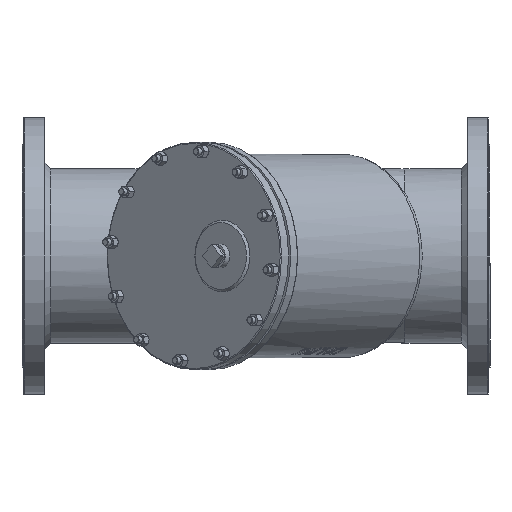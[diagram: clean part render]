
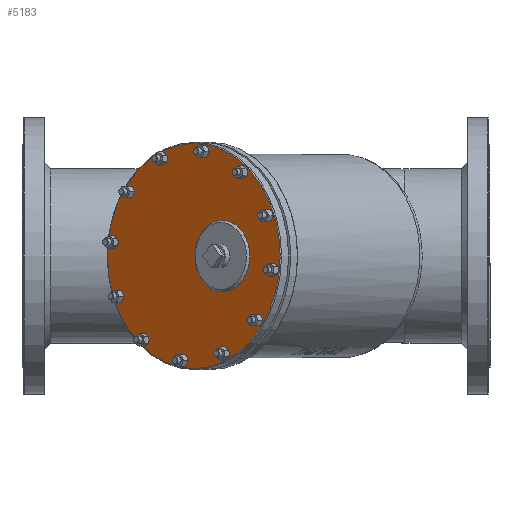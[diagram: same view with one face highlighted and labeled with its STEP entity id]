
A CAD part, front view. The second image highlights one B-rep face of the part: STEP entity #5183.
In plain terms, the highlighted planar face has unit normal (-0.643, -0.766, 0).
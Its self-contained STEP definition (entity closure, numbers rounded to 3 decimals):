
#151=FACE_BOUND('',#1409,.T.);
#152=FACE_BOUND('',#1410,.T.);
#153=FACE_BOUND('',#1411,.T.);
#154=FACE_BOUND('',#1412,.T.);
#155=FACE_BOUND('',#1413,.T.);
#156=FACE_BOUND('',#1414,.T.);
#157=FACE_BOUND('',#1415,.T.);
#158=FACE_BOUND('',#1416,.T.);
#159=FACE_BOUND('',#1417,.T.);
#160=FACE_BOUND('',#1418,.T.);
#161=FACE_BOUND('',#1419,.T.);
#162=FACE_BOUND('',#1420,.T.);
#163=FACE_BOUND('',#1421,.T.);
#796=PLANE('',#5662);
#1095=FACE_OUTER_BOUND('',#1408,.T.);
#1408=EDGE_LOOP('',(#3969));
#1409=EDGE_LOOP('',(#3970));
#1410=EDGE_LOOP('',(#3971));
#1411=EDGE_LOOP('',(#3972));
#1412=EDGE_LOOP('',(#3973));
#1413=EDGE_LOOP('',(#3974));
#1414=EDGE_LOOP('',(#3975));
#1415=EDGE_LOOP('',(#3976));
#1416=EDGE_LOOP('',(#3977));
#1417=EDGE_LOOP('',(#3978));
#1418=EDGE_LOOP('',(#3979));
#1419=EDGE_LOOP('',(#3980));
#1420=EDGE_LOOP('',(#3981));
#1421=EDGE_LOOP('',(#3982));
#1871=CIRCLE('',#5656,236.);
#1876=CIRCLE('',#5663,7.5);
#1877=CIRCLE('',#5664,7.5);
#1878=CIRCLE('',#5665,7.5);
#1879=CIRCLE('',#5666,7.5);
#1880=CIRCLE('',#5667,7.5);
#1881=CIRCLE('',#5668,7.5);
#1882=CIRCLE('',#5669,7.5);
#1883=CIRCLE('',#5670,7.5);
#1884=CIRCLE('',#5671,7.5);
#1885=CIRCLE('',#5672,7.5);
#1886=CIRCLE('',#5673,7.5);
#1887=CIRCLE('',#5674,7.5);
#1888=CIRCLE('',#5675,75.);
#2322=VERTEX_POINT('',#10225);
#2326=VERTEX_POINT('',#10237);
#2327=VERTEX_POINT('',#10239);
#2328=VERTEX_POINT('',#10241);
#2329=VERTEX_POINT('',#10243);
#2330=VERTEX_POINT('',#10245);
#2331=VERTEX_POINT('',#10247);
#2332=VERTEX_POINT('',#10249);
#2333=VERTEX_POINT('',#10251);
#2334=VERTEX_POINT('',#10253);
#2335=VERTEX_POINT('',#10255);
#2336=VERTEX_POINT('',#10257);
#2337=VERTEX_POINT('',#10259);
#2338=VERTEX_POINT('',#10261);
#2918=EDGE_CURVE('',#2322,#2322,#1871,.T.);
#2924=EDGE_CURVE('',#2326,#2326,#1876,.T.);
#2925=EDGE_CURVE('',#2327,#2327,#1877,.T.);
#2926=EDGE_CURVE('',#2328,#2328,#1878,.T.);
#2927=EDGE_CURVE('',#2329,#2329,#1879,.T.);
#2928=EDGE_CURVE('',#2330,#2330,#1880,.T.);
#2929=EDGE_CURVE('',#2331,#2331,#1881,.T.);
#2930=EDGE_CURVE('',#2332,#2332,#1882,.T.);
#2931=EDGE_CURVE('',#2333,#2333,#1883,.T.);
#2932=EDGE_CURVE('',#2334,#2334,#1884,.T.);
#2933=EDGE_CURVE('',#2335,#2335,#1885,.T.);
#2934=EDGE_CURVE('',#2336,#2336,#1886,.T.);
#2935=EDGE_CURVE('',#2337,#2337,#1887,.T.);
#2936=EDGE_CURVE('',#2338,#2338,#1888,.T.);
#3969=ORIENTED_EDGE('',*,*,#2918,.F.);
#3970=ORIENTED_EDGE('',*,*,#2924,.T.);
#3971=ORIENTED_EDGE('',*,*,#2925,.T.);
#3972=ORIENTED_EDGE('',*,*,#2926,.T.);
#3973=ORIENTED_EDGE('',*,*,#2927,.T.);
#3974=ORIENTED_EDGE('',*,*,#2928,.T.);
#3975=ORIENTED_EDGE('',*,*,#2929,.T.);
#3976=ORIENTED_EDGE('',*,*,#2930,.T.);
#3977=ORIENTED_EDGE('',*,*,#2931,.T.);
#3978=ORIENTED_EDGE('',*,*,#2932,.T.);
#3979=ORIENTED_EDGE('',*,*,#2933,.T.);
#3980=ORIENTED_EDGE('',*,*,#2934,.T.);
#3981=ORIENTED_EDGE('',*,*,#2935,.T.);
#3982=ORIENTED_EDGE('',*,*,#2936,.T.);
#5183=ADVANCED_FACE('',(#1095,#151,#152,#153,#154,#155,#156,#157,#158,#159,
#160,#161,#162,#163),#796,.T.);
#5656=AXIS2_PLACEMENT_3D('',#10226,#6671,#6672);
#5662=AXIS2_PLACEMENT_3D('',#10236,#6684,#6685);
#5663=AXIS2_PLACEMENT_3D('',#10238,#6686,#6687);
#5664=AXIS2_PLACEMENT_3D('',#10240,#6688,#6689);
#5665=AXIS2_PLACEMENT_3D('',#10242,#6690,#6691);
#5666=AXIS2_PLACEMENT_3D('',#10244,#6692,#6693);
#5667=AXIS2_PLACEMENT_3D('',#10246,#6694,#6695);
#5668=AXIS2_PLACEMENT_3D('',#10248,#6696,#6697);
#5669=AXIS2_PLACEMENT_3D('',#10250,#6698,#6699);
#5670=AXIS2_PLACEMENT_3D('',#10252,#6700,#6701);
#5671=AXIS2_PLACEMENT_3D('',#10254,#6702,#6703);
#5672=AXIS2_PLACEMENT_3D('',#10256,#6704,#6705);
#5673=AXIS2_PLACEMENT_3D('',#10258,#6706,#6707);
#5674=AXIS2_PLACEMENT_3D('',#10260,#6708,#6709);
#5675=AXIS2_PLACEMENT_3D('',#10262,#6710,#6711);
#6671=DIRECTION('center_axis',(0.643,0.766,0.));
#6672=DIRECTION('ref_axis',(-0.766,0.643,0.));
#6684=DIRECTION('center_axis',(-0.643,-0.766,0.));
#6685=DIRECTION('ref_axis',(0.,0.,1.));
#6686=DIRECTION('center_axis',(0.643,0.766,0.));
#6687=DIRECTION('ref_axis',(0.766,-0.643,0.));
#6688=DIRECTION('center_axis',(0.643,0.766,0.));
#6689=DIRECTION('ref_axis',(0.766,-0.643,0.));
#6690=DIRECTION('center_axis',(0.643,0.766,0.));
#6691=DIRECTION('ref_axis',(0.766,-0.643,0.));
#6692=DIRECTION('center_axis',(0.643,0.766,0.));
#6693=DIRECTION('ref_axis',(0.766,-0.643,0.));
#6694=DIRECTION('center_axis',(0.643,0.766,0.));
#6695=DIRECTION('ref_axis',(0.766,-0.643,0.));
#6696=DIRECTION('center_axis',(0.643,0.766,0.));
#6697=DIRECTION('ref_axis',(0.766,-0.643,0.));
#6698=DIRECTION('center_axis',(0.643,0.766,0.));
#6699=DIRECTION('ref_axis',(0.766,-0.643,0.));
#6700=DIRECTION('center_axis',(0.643,0.766,0.));
#6701=DIRECTION('ref_axis',(0.766,-0.643,0.));
#6702=DIRECTION('center_axis',(0.643,0.766,0.));
#6703=DIRECTION('ref_axis',(0.766,-0.643,0.));
#6704=DIRECTION('center_axis',(0.643,0.766,0.));
#6705=DIRECTION('ref_axis',(0.766,-0.643,0.));
#6706=DIRECTION('center_axis',(0.643,0.766,0.));
#6707=DIRECTION('ref_axis',(0.766,-0.643,0.));
#6708=DIRECTION('center_axis',(0.643,0.766,0.));
#6709=DIRECTION('ref_axis',(0.766,-0.643,0.));
#6710=DIRECTION('center_axis',(0.643,0.766,0.));
#6711=DIRECTION('ref_axis',(0.766,-0.643,0.));
#10225=CARTESIAN_POINT('',(-572.174,-443.54,-236.));
#10226=CARTESIAN_POINT('Origin',(-572.174,-443.54,0.));
#10236=CARTESIAN_POINT('Origin',(-572.174,-443.54,0.));
#10237=CARTESIAN_POINT('',(-600.017,-420.177,-219.109));
#10238=CARTESIAN_POINT('Origin',(-594.272,-424.998,-219.109));
#10239=CARTESIAN_POINT('',(-734.328,-307.476,-84.573));
#10240=CARTESIAN_POINT('Origin',(-728.583,-312.297,-84.573));
#10241=CARTESIAN_POINT('',(-555.822,-457.261,219.109));
#10242=CARTESIAN_POINT('Origin',(-550.076,-462.082,219.109));
#10243=CARTESIAN_POINT('',(-421.51,-569.962,84.573));
#10244=CARTESIAN_POINT('Origin',(-415.765,-574.782,84.573));
#10245=CARTESIAN_POINT('',(-745.767,-297.878,28.846));
#10246=CARTESIAN_POINT('Origin',(-740.021,-302.699,28.846));
#10247=CARTESIAN_POINT('',(-410.072,-579.56,-28.846));
#10248=CARTESIAN_POINT('Origin',(-404.327,-584.38,-28.846));
#10249=CARTESIAN_POINT('',(-513.133,-493.081,-204.177));
#10250=CARTESIAN_POINT('Origin',(-507.387,-497.902,-204.177));
#10251=CARTESIAN_POINT('',(-680.98,-352.241,-175.331));
#10252=CARTESIAN_POINT('Origin',(-675.235,-357.061,-175.331));
#10253=CARTESIAN_POINT('',(-474.859,-525.197,175.331));
#10254=CARTESIAN_POINT('Origin',(-469.113,-530.018,175.331));
#10255=CARTESIAN_POINT('',(-642.706,-384.356,204.177));
#10256=CARTESIAN_POINT('Origin',(-636.961,-389.177,204.177));
#10257=CARTESIAN_POINT('',(-712.231,-326.018,134.536));
#10258=CARTESIAN_POINT('Origin',(-706.485,-330.839,134.536));
#10259=CARTESIAN_POINT('',(-443.608,-551.419,-134.536));
#10260=CARTESIAN_POINT('Origin',(-437.863,-556.24,-134.536));
#10261=CARTESIAN_POINT('',(-455.079,-541.794,0.));
#10262=CARTESIAN_POINT('Origin',(-512.532,-493.585,0.));
